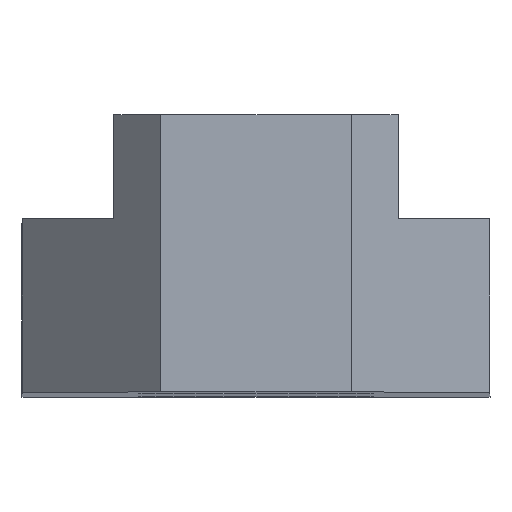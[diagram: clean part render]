
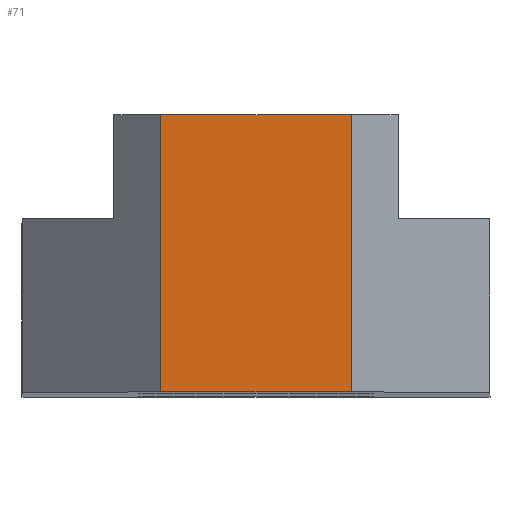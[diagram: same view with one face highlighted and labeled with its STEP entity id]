
A CAD part, top view. The second image highlights one B-rep face of the part: STEP entity #71.
In plain terms, the highlighted planar face has unit normal (0, 0, 1).
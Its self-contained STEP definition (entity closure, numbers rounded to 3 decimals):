
#48 = ORIENTED_EDGE ( 'NONE', *, *, #133, .T. ) ;
#50 = ORIENTED_EDGE ( 'NONE', *, *, #69, .T. ) ;
#61 = VERTEX_POINT ( 'NONE', #405 ) ;
#69 = EDGE_CURVE ( 'NONE', #70, #61, #279, .T. ) ;
#70 = VERTEX_POINT ( 'NONE', #283 ) ;
#71 = ADVANCED_FACE ( 'NONE', ( #282 ), #298, .F. ) ;
#73 = ORIENTED_EDGE ( 'NONE', *, *, #134, .T. ) ;
#74 = ORIENTED_EDGE ( 'NONE', *, *, #91, .T. ) ;
#75 = VERTEX_POINT ( 'NONE', #397 ) ;
#91 = EDGE_CURVE ( 'NONE', #61, #129, #373, .T. ) ;
#129 = VERTEX_POINT ( 'NONE', #369 ) ;
#130 = EDGE_LOOP ( 'NONE', ( #48, #73, #50, #74 ) ) ;
#133 = EDGE_CURVE ( 'NONE', #129, #75, #359, .T. ) ;
#134 = EDGE_CURVE ( 'NONE', #75, #70, #355, .T. ) ;
#270 = DIRECTION ( 'NONE',  ( -1., 0., 0. ) ) ;
#271 = DIRECTION ( 'NONE',  ( 0., 0., -1. ) ) ;
#272 = CARTESIAN_POINT ( 'NONE',  ( -4.1, 5., 90. ) ) ;
#275 = CARTESIAN_POINT ( 'NONE',  ( 2.75, 5., 90. ) ) ;
#277 = DIRECTION ( 'NONE',  ( 1., 0., 0. ) ) ;
#278 = VECTOR ( 'NONE', #277, 1000. ) ;
#279 = LINE ( 'NONE', #398, #278 ) ;
#282 = FACE_OUTER_BOUND ( 'NONE', #130, .T. ) ;
#283 = CARTESIAN_POINT ( 'NONE',  ( -2.75, 0., 90. ) ) ;
#284 = AXIS2_PLACEMENT_3D ( 'NONE', #272, #271, #270 ) ;
#298 = PLANE ( 'NONE',  #284 ) ;
#351 = DIRECTION ( 'NONE',  ( 0., -1., 0. ) ) ;
#352 = VECTOR ( 'NONE', #351, 1000. ) ;
#353 = CARTESIAN_POINT ( 'NONE',  ( -2.75, 5., 90. ) ) ;
#355 = LINE ( 'NONE', #353, #352 ) ;
#356 = DIRECTION ( 'NONE',  ( -1., 0., 0. ) ) ;
#357 = VECTOR ( 'NONE', #356, 1000. ) ;
#358 = CARTESIAN_POINT ( 'NONE',  ( 4.1, 8., 90. ) ) ;
#359 = LINE ( 'NONE', #358, #357 ) ;
#369 = CARTESIAN_POINT ( 'NONE',  ( 2.75, 8., 90. ) ) ;
#371 = DIRECTION ( 'NONE',  ( 0., 1., 0. ) ) ;
#372 = VECTOR ( 'NONE', #371, 1000. ) ;
#373 = LINE ( 'NONE', #275, #372 ) ;
#397 = CARTESIAN_POINT ( 'NONE',  ( -2.75, 8., 90. ) ) ;
#398 = CARTESIAN_POINT ( 'NONE',  ( -6.75, 0., 90. ) ) ;
#405 = CARTESIAN_POINT ( 'NONE',  ( 2.75, 0., 90. ) ) ;
